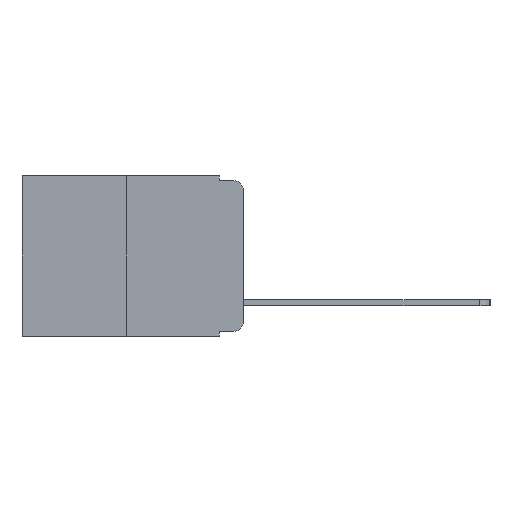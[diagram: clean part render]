
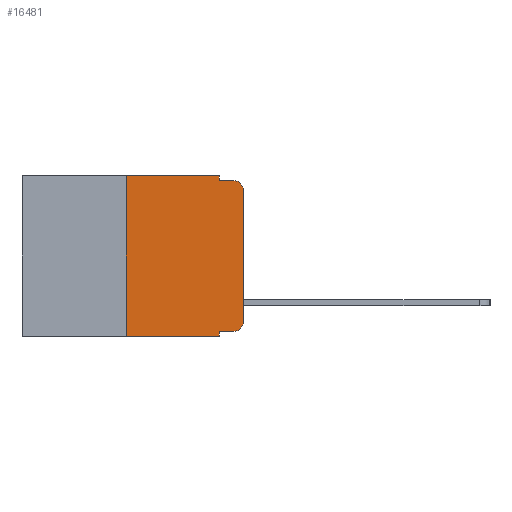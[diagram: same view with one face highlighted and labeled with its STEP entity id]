
A CAD part, left-side view. The second image highlights one B-rep face of the part: STEP entity #16481.
In plain terms, the highlighted planar face has unit normal (-1, 0, 0).
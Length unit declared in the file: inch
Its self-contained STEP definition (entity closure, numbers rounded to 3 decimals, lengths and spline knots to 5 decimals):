
#580 = VERTEX_POINT ( 'NONE', #12342 ) ;
#652 = VECTOR ( 'NONE', #13006, 39.37008 ) ;
#839 = EDGE_LOOP ( 'NONE', ( #12591, #14379, #3179, #7763, #16871, #10999, #4184, #10566, #12639, #6655 ) ) ;
#925 = LINE ( 'NONE', #9878, #15997 ) ;
#1128 = CARTESIAN_POINT ( 'NONE',  ( 0., 0.051, -0.01 ) ) ;
#1532 = EDGE_CURVE ( 'NONE', #10381, #16023, #16713, .T. ) ;
#1781 = LINE ( 'NONE', #19299, #17650 ) ;
#2298 = VERTEX_POINT ( 'NONE', #17637 ) ;
#2358 = AXIS2_PLACEMENT_3D ( 'NONE', #11563, #2462, #13012 ) ;
#2462 = DIRECTION ( 'NONE',  ( -1., 0., 0. ) ) ;
#2491 = CARTESIAN_POINT ( 'NONE',  ( 0., 0.051, 0. ) ) ;
#2812 = EDGE_CURVE ( 'NONE', #5571, #7287, #15092, .T. ) ;
#3007 = DIRECTION ( 'NONE',  ( -1., 0., 0. ) ) ;
#3073 = CARTESIAN_POINT ( 'NONE',  ( 0., 0.02, -0.01 ) ) ;
#3101 = CIRCLE ( 'NONE', #11442, 0.02 ) ;
#3179 = ORIENTED_EDGE ( 'NONE', *, *, #1532, .F. ) ;
#3766 = VERTEX_POINT ( 'NONE', #10719 ) ;
#4054 = CARTESIAN_POINT ( 'NONE',  ( 0., 0.473, 0. ) ) ;
#4184 = ORIENTED_EDGE ( 'NONE', *, *, #18271, .T. ) ;
#4271 = DIRECTION ( 'NONE',  ( 0., -1., 0. ) ) ;
#4553 = DIRECTION ( 'NONE',  ( 1., 0., 0. ) ) ;
#5371 = LINE ( 'NONE', #4054, #652 ) ;
#5393 = DIRECTION ( 'NONE',  ( 0., -1., 0. ) ) ;
#5571 = VERTEX_POINT ( 'NONE', #7087 ) ;
#6655 = ORIENTED_EDGE ( 'NONE', *, *, #10009, .T. ) ;
#6738 = LINE ( 'NONE', #2491, #14070 ) ;
#6968 = EDGE_CURVE ( 'NONE', #5571, #2298, #925, .T. ) ;
#7006 = CARTESIAN_POINT ( 'NONE',  ( 0., 0.051, -0.01 ) ) ;
#7087 = CARTESIAN_POINT ( 'NONE',  ( 0., 0.051, -0.333 ) ) ;
#7287 = VERTEX_POINT ( 'NONE', #7720 ) ;
#7471 = LINE ( 'NONE', #12870, #14316 ) ;
#7613 = CARTESIAN_POINT ( 'NONE',  ( 0., 0.25, -0.343 ) ) ;
#7720 = CARTESIAN_POINT ( 'NONE',  ( 0., 0.051, -0.343 ) ) ;
#7763 = ORIENTED_EDGE ( 'NONE', *, *, #10448, .F. ) ;
#8372 = EDGE_CURVE ( 'NONE', #10890, #3766, #5371, .T. ) ;
#8577 = VERTEX_POINT ( 'NONE', #7613 ) ;
#8964 = CIRCLE ( 'NONE', #2358, 0.02 ) ;
#8999 = VECTOR ( 'NONE', #4271, 39.37008 ) ;
#9079 = CARTESIAN_POINT ( 'NONE',  ( 0., 0.473, 0. ) ) ;
#9145 = CARTESIAN_POINT ( 'NONE',  ( 0., 0., -0.313 ) ) ;
#9655 = VECTOR ( 'NONE', #16230, 39.37008 ) ;
#9878 = CARTESIAN_POINT ( 'NONE',  ( 0., 0.051, -0.333 ) ) ;
#10009 = EDGE_CURVE ( 'NONE', #2298, #18540, #3101, .T. ) ;
#10381 = VERTEX_POINT ( 'NONE', #7006 ) ;
#10399 = CARTESIAN_POINT ( 'NONE',  ( 0., 0.25, 0. ) ) ;
#10448 = EDGE_CURVE ( 'NONE', #3766, #10381, #6738, .T. ) ;
#10566 = ORIENTED_EDGE ( 'NONE', *, *, #2812, .F. ) ;
#10572 = LINE ( 'NONE', #10399, #9655 ) ;
#10707 = EDGE_CURVE ( 'NONE', #18540, #580, #1781, .T. ) ;
#10719 = CARTESIAN_POINT ( 'NONE',  ( 0., 0.051, 0. ) ) ;
#10734 = DIRECTION ( 'NONE',  ( 0., 0., 1. ) ) ;
#10890 = VERTEX_POINT ( 'NONE', #18342 ) ;
#10999 = ORIENTED_EDGE ( 'NONE', *, *, #17849, .F. ) ;
#11250 = VECTOR ( 'NONE', #18790, 39.37008 ) ;
#11442 = AXIS2_PLACEMENT_3D ( 'NONE', #12043, #3007, #13488 ) ;
#11563 = CARTESIAN_POINT ( 'NONE',  ( 0., 0.02, -0.03 ) ) ;
#12043 = CARTESIAN_POINT ( 'NONE',  ( 0., 0.02, -0.313 ) ) ;
#12342 = CARTESIAN_POINT ( 'NONE',  ( 0., 0., -0.03 ) ) ;
#12466 = FACE_OUTER_BOUND ( 'NONE', #839, .T. ) ;
#12591 = ORIENTED_EDGE ( 'NONE', *, *, #10707, .T. ) ;
#12639 = ORIENTED_EDGE ( 'NONE', *, *, #6968, .T. ) ;
#12870 = CARTESIAN_POINT ( 'NONE',  ( 0., 0.473, -0.343 ) ) ;
#13006 = DIRECTION ( 'NONE',  ( 0., -1., 0. ) ) ;
#13012 = DIRECTION ( 'NONE',  ( 0., 0., -1. ) ) ;
#13041 = CARTESIAN_POINT ( 'NONE',  ( 0., 0.051, 0. ) ) ;
#13472 = PLANE ( 'NONE',  #18125 ) ;
#13488 = DIRECTION ( 'NONE',  ( 0., 0., -1. ) ) ;
#14070 = VECTOR ( 'NONE', #14476, 39.37008 ) ;
#14302 = DIRECTION ( 'NONE',  ( 0., -1., 0. ) ) ;
#14316 = VECTOR ( 'NONE', #14302, 39.37008 ) ;
#14379 = ORIENTED_EDGE ( 'NONE', *, *, #17689, .T. ) ;
#14476 = DIRECTION ( 'NONE',  ( 0., 0., -1. ) ) ;
#14922 = DIRECTION ( 'NONE',  ( 0., 0., -1. ) ) ;
#15092 = LINE ( 'NONE', #13041, #11250 ) ;
#15997 = VECTOR ( 'NONE', #5393, 39.37008 ) ;
#16023 = VERTEX_POINT ( 'NONE', #3073 ) ;
#16230 = DIRECTION ( 'NONE',  ( 0., 0., 1. ) ) ;
#16481 = ADVANCED_FACE ( 'NONE', ( #12466 ), #13472, .F. ) ;
#16713 = LINE ( 'NONE', #1128, #8999 ) ;
#16871 = ORIENTED_EDGE ( 'NONE', *, *, #8372, .F. ) ;
#17637 = CARTESIAN_POINT ( 'NONE',  ( 0., 0.02, -0.333 ) ) ;
#17650 = VECTOR ( 'NONE', #10734, 39.37008 ) ;
#17689 = EDGE_CURVE ( 'NONE', #580, #16023, #8964, .T. ) ;
#17849 = EDGE_CURVE ( 'NONE', #8577, #10890, #10572, .T. ) ;
#18125 = AXIS2_PLACEMENT_3D ( 'NONE', #9079, #4553, #14922 ) ;
#18271 = EDGE_CURVE ( 'NONE', #8577, #7287, #7471, .T. ) ;
#18342 = CARTESIAN_POINT ( 'NONE',  ( 0., 0.25, 0. ) ) ;
#18540 = VERTEX_POINT ( 'NONE', #9145 ) ;
#18790 = DIRECTION ( 'NONE',  ( 0., 0., -1. ) ) ;
#19299 = CARTESIAN_POINT ( 'NONE',  ( 0., 0., 0. ) ) ;
